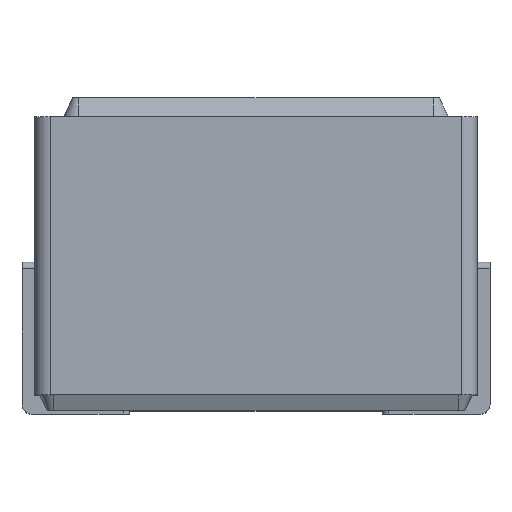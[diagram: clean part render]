
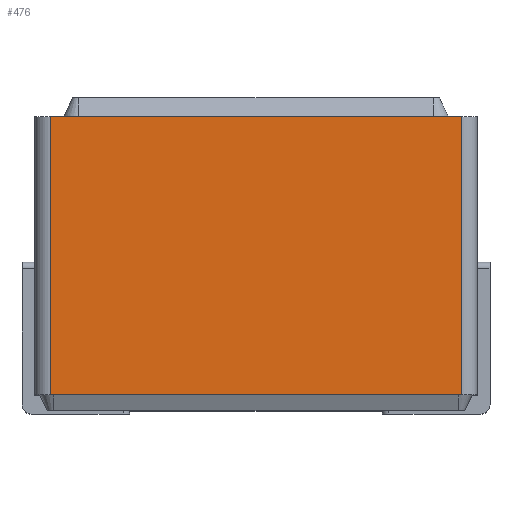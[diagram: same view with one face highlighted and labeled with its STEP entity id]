
A CAD part, top view. The second image highlights one B-rep face of the part: STEP entity #476.
In plain terms, the highlighted planar face has unit normal (0, 0, 1).
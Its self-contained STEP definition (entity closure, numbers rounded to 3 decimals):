
#22 = DIRECTION ( 'NONE',  ( 0., -1., 0. ) ) ;
#476 = ADVANCED_FACE ( 'NONE', ( #6770 ), #6660, .F. ) ;
#966 = EDGE_CURVE ( 'NONE', #3310, #3271, #2862, .T. ) ;
#1250 = EDGE_LOOP ( 'NONE', ( #6005, #3121, #1836, #6624 ) ) ;
#1268 = DIRECTION ( 'NONE',  ( 0., -1., 0. ) ) ;
#1836 = ORIENTED_EDGE ( 'NONE', *, *, #5214, .F. ) ;
#1862 = CARTESIAN_POINT ( 'NONE',  ( -3.25, 4.65, 3.3 ) ) ;
#1879 = DIRECTION ( 'NONE',  ( 0., 0., -1. ) ) ;
#2447 = CARTESIAN_POINT ( 'NONE',  ( -3.25, 0.25, 3.3 ) ) ;
#2490 = VECTOR ( 'NONE', #6883, 1000. ) ;
#2724 = LINE ( 'NONE', #4891, #3165 ) ;
#2862 = LINE ( 'NONE', #1862, #5866 ) ;
#3006 = VERTEX_POINT ( 'NONE', #4126 ) ;
#3121 = ORIENTED_EDGE ( 'NONE', *, *, #3217, .T. ) ;
#3165 = VECTOR ( 'NONE', #22, 1000. ) ;
#3217 = EDGE_CURVE ( 'NONE', #3006, #4655, #6767, .T. ) ;
#3271 = VERTEX_POINT ( 'NONE', #4150 ) ;
#3310 = VERTEX_POINT ( 'NONE', #5722 ) ;
#3318 = VECTOR ( 'NONE', #6882, 1000. ) ;
#3698 = LINE ( 'NONE', #5219, #2490 ) ;
#4126 = CARTESIAN_POINT ( 'NONE',  ( -3.25, 0.25, 3.3 ) ) ;
#4143 = CARTESIAN_POINT ( 'NONE',  ( 3.25, 0.25, 3.3 ) ) ;
#4150 = CARTESIAN_POINT ( 'NONE',  ( 3.25, 4.65, 3.3 ) ) ;
#4360 = EDGE_CURVE ( 'NONE', #3310, #3006, #3698, .T. ) ;
#4422 = DIRECTION ( 'NONE',  ( 1., 0., 0. ) ) ;
#4655 = VERTEX_POINT ( 'NONE', #4143 ) ;
#4891 = CARTESIAN_POINT ( 'NONE',  ( 3.25, 4.65, 3.3 ) ) ;
#5214 = EDGE_CURVE ( 'NONE', #3271, #4655, #2724, .T. ) ;
#5219 = CARTESIAN_POINT ( 'NONE',  ( -3.25, 4.65, 3.3 ) ) ;
#5685 = CARTESIAN_POINT ( 'NONE',  ( -3.25, 4.65, 3.3 ) ) ;
#5722 = CARTESIAN_POINT ( 'NONE',  ( -3.25, 4.65, 3.3 ) ) ;
#5866 = VECTOR ( 'NONE', #4422, 1000. ) ;
#6005 = ORIENTED_EDGE ( 'NONE', *, *, #4360, .T. ) ;
#6624 = ORIENTED_EDGE ( 'NONE', *, *, #966, .F. ) ;
#6660 = PLANE ( 'NONE',  #6716 ) ;
#6716 = AXIS2_PLACEMENT_3D ( 'NONE', #5685, #1879, #1268 ) ;
#6767 = LINE ( 'NONE', #2447, #3318 ) ;
#6770 = FACE_OUTER_BOUND ( 'NONE', #1250, .T. ) ;
#6882 = DIRECTION ( 'NONE',  ( 1., 0., 0. ) ) ;
#6883 = DIRECTION ( 'NONE',  ( 0., -1., 0. ) ) ;
